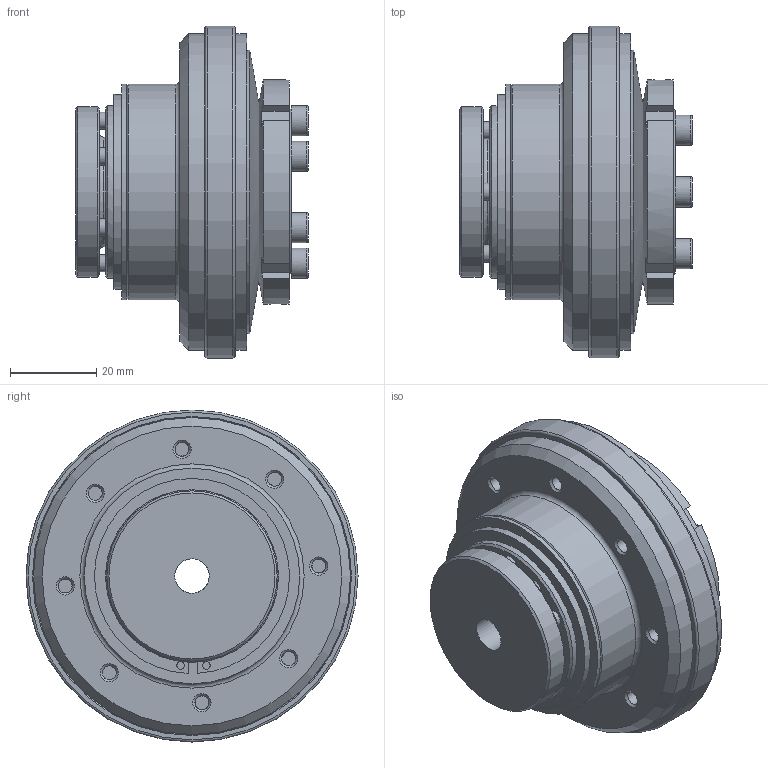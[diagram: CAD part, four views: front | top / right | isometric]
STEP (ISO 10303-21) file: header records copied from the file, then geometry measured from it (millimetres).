
FILE_DESCRIPTION(/* description */ ('Unknown','CAx-IF Rec.Pracs.---Representation and Presentation of Product Manufacturing Information (PMI)---4.0---2014-10-13','CAx-IF Rec.Pracs.---3D Tessellated Geometry---0.4---2014-09-14','2;1'),/* implementation_level */ '2;1');
FILE_NAME(/* name */ 'SKR - K 25',/* time_stamp */ '2023-03-23T16:07:30+01:00',/* author */ ('Unknown'),/* organization */ ('Unknown'),/* preprocessor_version */ 'ST-DEVELOPER v18.102',/* originating_system */ 'Solid Edge',/* authorisation */ 'Unknown');
FILE_SCHEMA (('AP242_MANAGED_MODEL_BASED_3D_ENGINEERING_MIM_LF { 1 0 10303 442 1 1 4 }'));
Length unit declared in the file: millimetre
Products named in the file (1): SKR - K 25
Bounding box: 54 x 77 x 77 mm (x, y, z)
Volume: 107881.7 mm3; surface area: 53718.4 mm2
Topology: 1 solids, 3 shells, 718 faces, 1902 edges, 1240 vertices
Faces by surface type: plane 456, cylinder 140, cone 59, torus 36, bspline 27
Full cylindrical faces by diameter (mm): 1.778 x2, 3.075 x2, 3.242 x11, 3.3 x2, 3.382 x2, 4 x6, 4.3 x9, 6 x13, 7 x6, 8 x1, 22.5 x1, 25.5 x1, 37.8 x1, 39.5 x1, 40 x3, 40.1 x2, 40.2 x1, 40.3 x1, 44 x2, 50 x2, 52 x2, 56 x1, 73.5 x2, 74 x2, 77 x1
Entity records: 27524 total; most frequent: CARTESIAN_POINT 5873, ORIENTED_EDGE 3288, DIRECTION 3282, EDGE_CURVE 1644, AXIS2_PLACEMENT_3D 1226, VERTEX_POINT 1157, FACE_BOUND 1047, EDGE_LOOP 1027
